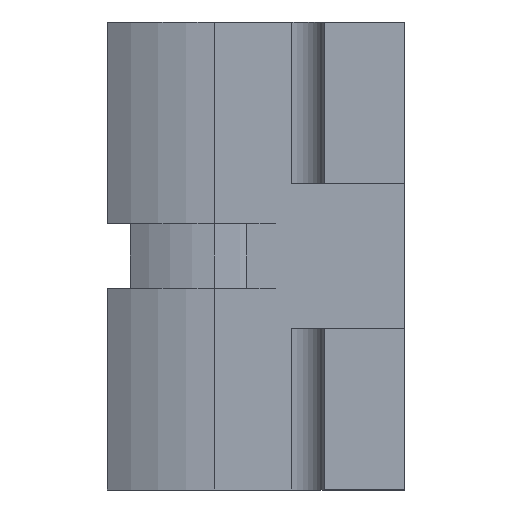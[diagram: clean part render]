
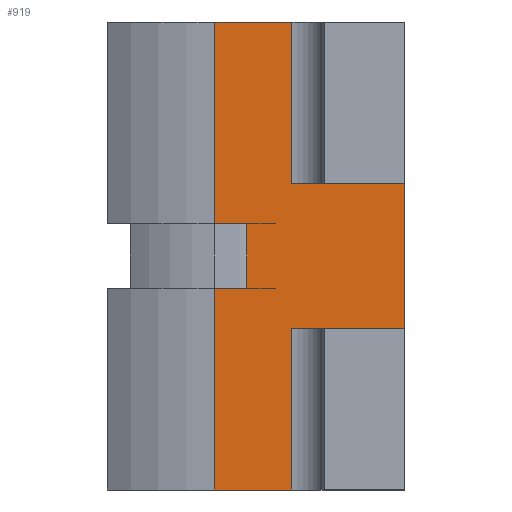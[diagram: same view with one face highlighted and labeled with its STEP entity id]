
A CAD part, left-side view. The second image highlights one B-rep face of the part: STEP entity #919.
In plain terms, the highlighted planar face has unit normal (-1, 0, 0).
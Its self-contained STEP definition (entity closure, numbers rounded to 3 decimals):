
#24 = ORIENTED_EDGE ( 'NONE', *, *, #651, .T. ) ;
#30 = DIRECTION ( 'NONE',  ( 0., 0., 1. ) ) ;
#41 = CARTESIAN_POINT ( 'NONE',  ( -11., 0., 2. ) ) ;
#55 = EDGE_CURVE ( 'NONE', #1138, #1372, #1328, .T. ) ;
#66 = LINE ( 'NONE', #611, #393 ) ;
#124 = LINE ( 'NONE', #426, #859 ) ;
#137 = DIRECTION ( 'NONE',  ( 0., 0., -1. ) ) ;
#139 = VERTEX_POINT ( 'NONE', #1806 ) ;
#144 = EDGE_CURVE ( 'NONE', #620, #1395, #1557, .T. ) ;
#206 = DIRECTION ( 'NONE',  ( 0., 0., -1. ) ) ;
#219 = CARTESIAN_POINT ( 'NONE',  ( -11., 0., -2. ) ) ;
#229 = CARTESIAN_POINT ( 'NONE',  ( -11., 0., -14.5 ) ) ;
#231 = CARTESIAN_POINT ( 'NONE',  ( -11., -10., 14.5 ) ) ;
#256 = EDGE_CURVE ( 'NONE', #422, #1563, #308, .T. ) ;
#284 = DIRECTION ( 'NONE',  ( 0., 0., 1. ) ) ;
#307 = VECTOR ( 'NONE', #931, 1000. ) ;
#308 = LINE ( 'NONE', #1127, #1175 ) ;
#319 = EDGE_CURVE ( 'NONE', #330, #139, #1583, .T. ) ;
#330 = VERTEX_POINT ( 'NONE', #1148 ) ;
#338 = ORIENTED_EDGE ( 'NONE', *, *, #55, .T. ) ;
#344 = VECTOR ( 'NONE', #1203, 1000. ) ;
#348 = VERTEX_POINT ( 'NONE', #1727 ) ;
#381 = CARTESIAN_POINT ( 'NONE',  ( -11., -10., -14.5 ) ) ;
#384 = EDGE_CURVE ( 'NONE', #348, #570, #66, .T. ) ;
#393 = VECTOR ( 'NONE', #206, 1000. ) ;
#422 = VERTEX_POINT ( 'NONE', #478 ) ;
#426 = CARTESIAN_POINT ( 'NONE',  ( -11., -4.8, -4.5 ) ) ;
#460 = CARTESIAN_POINT ( 'NONE',  ( -11., -4.8, -4.5 ) ) ;
#469 = DIRECTION ( 'NONE',  ( 0., 1., 0. ) ) ;
#478 = CARTESIAN_POINT ( 'NONE',  ( -11., -2., -2. ) ) ;
#481 = ORIENTED_EDGE ( 'NONE', *, *, #1823, .T. ) ;
#490 = EDGE_CURVE ( 'NONE', #1563, #570, #933, .T. ) ;
#496 = CARTESIAN_POINT ( 'NONE',  ( -11., -2., 2. ) ) ;
#518 = DIRECTION ( 'NONE',  ( 0., -1., 0. ) ) ;
#570 = VERTEX_POINT ( 'NONE', #1202 ) ;
#599 = DIRECTION ( 'NONE',  ( 0., 1., 0. ) ) ;
#604 = DIRECTION ( 'NONE',  ( 0., -1., 0. ) ) ;
#611 = CARTESIAN_POINT ( 'NONE',  ( -11., 0., 14.5 ) ) ;
#620 = VERTEX_POINT ( 'NONE', #923 ) ;
#626 = LINE ( 'NONE', #231, #344 ) ;
#629 = LINE ( 'NONE', #632, #307 ) ;
#632 = CARTESIAN_POINT ( 'NONE',  ( -11., 0., 14.5 ) ) ;
#645 = CARTESIAN_POINT ( 'NONE',  ( -11., -6.8, -4.5 ) ) ;
#651 = EDGE_CURVE ( 'NONE', #1653, #1138, #629, .T. ) ;
#712 = CARTESIAN_POINT ( 'NONE',  ( -11., -4.8, -14.5 ) ) ;
#742 = VECTOR ( 'NONE', #1493, 1000. ) ;
#859 = VECTOR ( 'NONE', #1131, 1000. ) ;
#876 = DIRECTION ( 'NONE',  ( 1., 0., 0. ) ) ;
#881 = CARTESIAN_POINT ( 'NONE',  ( -11., 0., -2. ) ) ;
#910 = LINE ( 'NONE', #881, #1236 ) ;
#913 = ORIENTED_EDGE ( 'NONE', *, *, #319, .T. ) ;
#919 = ADVANCED_FACE ( 'NONE', ( #1259 ), #1423, .F. ) ;
#923 = CARTESIAN_POINT ( 'NONE',  ( -11., -11.8, 4.5 ) ) ;
#931 = DIRECTION ( 'NONE',  ( 0., 0., -1. ) ) ;
#933 = LINE ( 'NONE', #41, #1831 ) ;
#967 = ORIENTED_EDGE ( 'NONE', *, *, #1144, .F. ) ;
#978 = CARTESIAN_POINT ( 'NONE',  ( -11., -11.8, 4.5 ) ) ;
#989 = ORIENTED_EDGE ( 'NONE', *, *, #1123, .T. ) ;
#1008 = VECTOR ( 'NONE', #604, 1000. ) ;
#1017 = VERTEX_POINT ( 'NONE', #460 ) ;
#1049 = CARTESIAN_POINT ( 'NONE',  ( -11., -6.8, 4.5 ) ) ;
#1087 = LINE ( 'NONE', #1049, #1008 ) ;
#1123 = EDGE_CURVE ( 'NONE', #422, #1653, #910, .T. ) ;
#1127 = CARTESIAN_POINT ( 'NONE',  ( -11., -2., -2. ) ) ;
#1128 = LINE ( 'NONE', #645, #742 ) ;
#1129 = CARTESIAN_POINT ( 'NONE',  ( -11., -11.8, -4.5 ) ) ;
#1131 = DIRECTION ( 'NONE',  ( 0., 0., 1. ) ) ;
#1138 = VERTEX_POINT ( 'NONE', #229 ) ;
#1140 = EDGE_LOOP ( 'NONE', ( #1264, #989, #24, #338, #481, #1335, #1312, #967, #913, #1443, #1652, #1429 ) ) ;
#1144 = EDGE_CURVE ( 'NONE', #330, #620, #1087, .T. ) ;
#1148 = CARTESIAN_POINT ( 'NONE',  ( -11., -4.8, 4.5 ) ) ;
#1156 = CARTESIAN_POINT ( 'NONE',  ( -11., -4.8, 14.5 ) ) ;
#1175 = VECTOR ( 'NONE', #284, 1000. ) ;
#1179 = VECTOR ( 'NONE', #137, 1000. ) ;
#1202 = CARTESIAN_POINT ( 'NONE',  ( -11., 0., 2. ) ) ;
#1203 = DIRECTION ( 'NONE',  ( 0., -1., 0. ) ) ;
#1236 = VECTOR ( 'NONE', #1480, 1000. ) ;
#1259 = FACE_OUTER_BOUND ( 'NONE', #1140, .T. ) ;
#1264 = ORIENTED_EDGE ( 'NONE', *, *, #256, .F. ) ;
#1312 = ORIENTED_EDGE ( 'NONE', *, *, #144, .F. ) ;
#1328 = LINE ( 'NONE', #381, #1813 ) ;
#1335 = ORIENTED_EDGE ( 'NONE', *, *, #1641, .T. ) ;
#1372 = VERTEX_POINT ( 'NONE', #712 ) ;
#1395 = VERTEX_POINT ( 'NONE', #1129 ) ;
#1423 = PLANE ( 'NONE',  #1535 ) ;
#1429 = ORIENTED_EDGE ( 'NONE', *, *, #490, .F. ) ;
#1443 = ORIENTED_EDGE ( 'NONE', *, *, #1612, .F. ) ;
#1480 = DIRECTION ( 'NONE',  ( 0., 1., 0. ) ) ;
#1493 = DIRECTION ( 'NONE',  ( 0., -1., 0. ) ) ;
#1535 = AXIS2_PLACEMENT_3D ( 'NONE', #1569, #876, #599 ) ;
#1557 = LINE ( 'NONE', #978, #1179 ) ;
#1563 = VERTEX_POINT ( 'NONE', #496 ) ;
#1569 = CARTESIAN_POINT ( 'NONE',  ( -11., -10., 14.5 ) ) ;
#1583 = LINE ( 'NONE', #1156, #1625 ) ;
#1612 = EDGE_CURVE ( 'NONE', #348, #139, #626, .T. ) ;
#1625 = VECTOR ( 'NONE', #30, 1000. ) ;
#1641 = EDGE_CURVE ( 'NONE', #1017, #1395, #1128, .T. ) ;
#1652 = ORIENTED_EDGE ( 'NONE', *, *, #384, .T. ) ;
#1653 = VERTEX_POINT ( 'NONE', #219 ) ;
#1727 = CARTESIAN_POINT ( 'NONE',  ( -11., 0., 14.5 ) ) ;
#1806 = CARTESIAN_POINT ( 'NONE',  ( -11., -4.8, 14.5 ) ) ;
#1813 = VECTOR ( 'NONE', #518, 1000. ) ;
#1823 = EDGE_CURVE ( 'NONE', #1372, #1017, #124, .T. ) ;
#1831 = VECTOR ( 'NONE', #469, 1000. ) ;
